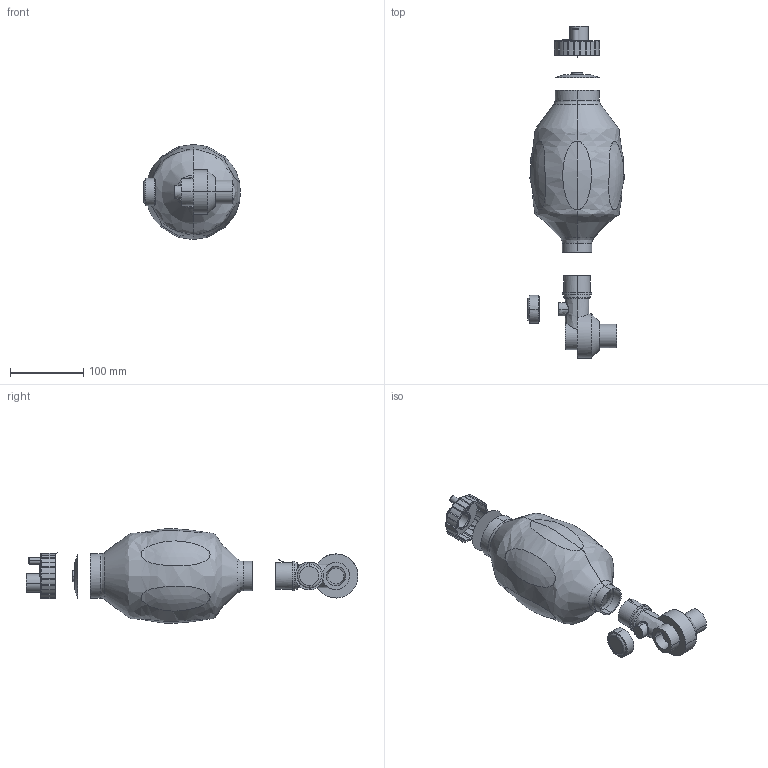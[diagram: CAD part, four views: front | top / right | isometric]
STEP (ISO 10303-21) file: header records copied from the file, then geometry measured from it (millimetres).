
FILE_DESCRIPTION(/* description */ (''),/* implementation_level */ '2;1');
FILE_NAME(/* name */ 'BVM',/* time_stamp */ '2020-03-17T22:37:27-04:00',/* author */ (''),/* organization */ (''),/* preprocessor_version */ 'ST-DEVELOPER v16.5',/* originating_system */ '',/* authorisation */ '');
FILE_SCHEMA (('AUTOMOTIVE_DESIGN'));
Length unit declared in the file: millimetre
Products named in the file (1): Document
Bounding box: 131.76 x 451.76 x 129.41 mm (x, y, z)
Volume: 190654.2 mm3; surface area: 217987.1 mm2
Topology: 8 solids, 12 shells, 442 faces, 1003 edges, 600 vertices
Faces by surface type: bspline 351, plane 91
Entity records: 24888 total; most frequent: CARTESIAN_POINT 19437, ORIENTED_EDGE 1980, EDGE_CURVE 1003, VERTEX_POINT 600, EDGE_LOOP 484, ADVANCED_FACE 442, FACE_OUTER_BOUND 442, B_SPLINE_CURVE_WITH_KNOTS 116
